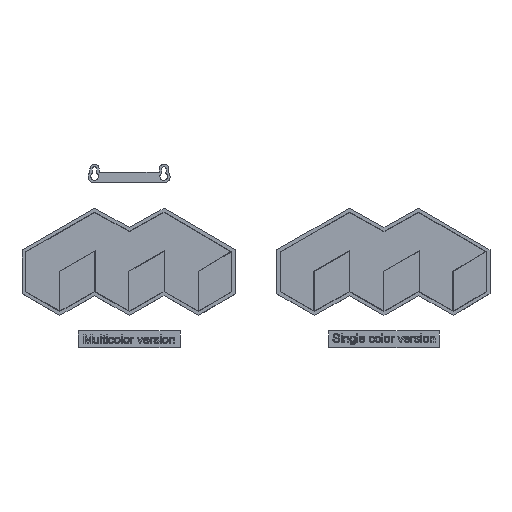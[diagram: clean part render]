
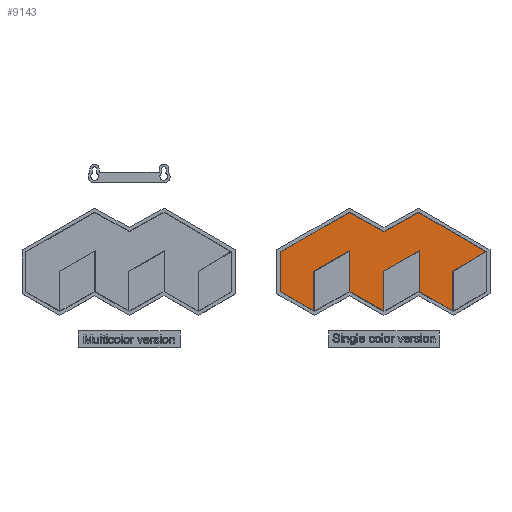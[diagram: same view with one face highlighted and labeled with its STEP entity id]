
A CAD part, top view. The second image highlights one B-rep face of the part: STEP entity #9143.
In plain terms, the highlighted planar face has unit normal (0, 0, 1).
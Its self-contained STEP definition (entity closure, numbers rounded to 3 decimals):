
#8278=CARTESIAN_POINT('',(509.691,6.392,40.));
#8279=VERTEX_POINT('',#8278);
#8294=CARTESIAN_POINT('',(509.691,52.755,40.));
#8295=VERTEX_POINT('',#8294);
#8302=CARTESIAN_POINT('',(509.691,6.392,40.));
#8303=DIRECTION('',(0.,1.,0.));
#8304=VECTOR('',#8303,46.363);
#8305=LINE('',#8302,#8304);
#8306=EDGE_CURVE('',#8279,#8295,#8305,.T.);
#8316=CARTESIAN_POINT('',(548.409,75.989,40.));
#8317=VERTEX_POINT('',#8316);
#8326=CARTESIAN_POINT('',(509.691,52.755,40.));
#8327=DIRECTION('',(0.857,0.515,0.));
#8328=VECTOR('',#8327,45.154);
#8329=LINE('',#8326,#8328);
#8330=EDGE_CURVE('',#8295,#8317,#8329,.T.);
#8484=CARTESIAN_POINT('',(427.931,6.392,40.));
#8485=VERTEX_POINT('',#8484);
#8500=CARTESIAN_POINT('',(427.931,52.765,40.));
#8501=VERTEX_POINT('',#8500);
#8508=CARTESIAN_POINT('',(427.931,6.392,40.));
#8509=DIRECTION('',(0.,1.,0.));
#8510=VECTOR('',#8509,46.373);
#8511=LINE('',#8508,#8510);
#8512=EDGE_CURVE('',#8485,#8501,#8511,.T.);
#8577=CARTESIAN_POINT('',(470.443,77.145,40.));
#8578=VERTEX_POINT('',#8577);
#8585=CARTESIAN_POINT('',(427.931,52.765,40.));
#8586=DIRECTION('',(0.867,0.497,0.));
#8587=VECTOR('',#8586,49.007);
#8588=LINE('',#8585,#8587);
#8589=EDGE_CURVE('',#8501,#8578,#8588,.T.);
#8631=CARTESIAN_POINT('',(470.443,28.61,40.));
#8632=VERTEX_POINT('',#8631);
#8639=CARTESIAN_POINT('',(470.443,77.145,40.));
#8640=DIRECTION('',(-0.,-1.,-0.));
#8641=VECTOR('',#8640,48.535);
#8642=LINE('',#8639,#8641);
#8643=EDGE_CURVE('',#8578,#8632,#8642,.T.);
#8714=CARTESIAN_POINT('',(346.196,6.395,40.));
#8715=VERTEX_POINT('',#8714);
#8730=CARTESIAN_POINT('',(346.196,52.765,40.));
#8731=VERTEX_POINT('',#8730);
#8738=CARTESIAN_POINT('',(346.196,6.395,40.));
#8739=DIRECTION('',(0.,1.,0.));
#8740=VECTOR('',#8739,46.37);
#8741=LINE('',#8738,#8740);
#8742=EDGE_CURVE('',#8715,#8731,#8741,.T.);
#8807=CARTESIAN_POINT('',(388.678,77.145,40.));
#8808=VERTEX_POINT('',#8807);
#8815=CARTESIAN_POINT('',(346.196,52.765,40.));
#8816=DIRECTION('',(0.867,0.498,0.));
#8817=VECTOR('',#8816,48.981);
#8818=LINE('',#8815,#8817);
#8819=EDGE_CURVE('',#8731,#8808,#8818,.T.);
#8861=CARTESIAN_POINT('',(388.678,28.61,40.));
#8862=VERTEX_POINT('',#8861);
#8869=CARTESIAN_POINT('',(388.678,77.145,40.));
#8870=DIRECTION('',(-0.,-1.,-0.));
#8871=VECTOR('',#8870,48.535);
#8872=LINE('',#8869,#8871);
#8873=EDGE_CURVE('',#8808,#8862,#8872,.T.);
#8905=CARTESIAN_POINT('',(470.443,28.61,40.));
#8906=DIRECTION('',(0.87,-0.493,0.));
#8907=VECTOR('',#8906,45.1);
#8908=LINE('',#8905,#8907);
#8909=EDGE_CURVE('',#8632,#8279,#8908,.T.);
#8963=CARTESIAN_POINT('',(388.678,28.61,40.));
#8964=DIRECTION('',(0.87,-0.493,0.));
#8965=VECTOR('',#8964,45.104);
#8966=LINE('',#8963,#8965);
#8967=EDGE_CURVE('',#8862,#8485,#8966,.T.);
#9021=CARTESIAN_POINT('',(306.786,28.836,40.));
#9022=VERTEX_POINT('',#9021);
#9023=CARTESIAN_POINT('',(306.786,28.836,40.));
#9024=DIRECTION('',(0.869,-0.495,0.));
#9025=VECTOR('',#9024,45.351);
#9026=LINE('',#9023,#9025);
#9027=EDGE_CURVE('',#9022,#8715,#9026,.T.);
#9087=CARTESIAN_POINT('',(427.987,63.969,40.));
#9088=DIRECTION('',(0.,0.,1.));
#9089=DIRECTION('',(1.,0.,0.));
#9090=AXIS2_PLACEMENT_3D('',#9087,#9088,#9089);
#9091=PLANE('',#9090);
#9092=ORIENTED_EDGE('',*,*,#8306,.T.);
#9093=ORIENTED_EDGE('',*,*,#8330,.T.);
#9094=CARTESIAN_POINT('',(469.637,121.999,40.));
#9095=VERTEX_POINT('',#9094);
#9096=CARTESIAN_POINT('',(548.409,75.989,40.));
#9097=DIRECTION('',(-0.863,0.504,0.));
#9098=VECTOR('',#9097,91.225);
#9099=LINE('',#9096,#9098);
#9100=EDGE_CURVE('',#8317,#9095,#9099,.T.);
#9101=ORIENTED_EDGE('',*,*,#9100,.T.);
#9102=CARTESIAN_POINT('',(428.731,99.557,40.));
#9103=VERTEX_POINT('',#9102);
#9104=CARTESIAN_POINT('',(469.637,121.999,40.));
#9105=DIRECTION('',(-0.877,-0.481,0.));
#9106=VECTOR('',#9105,46.658);
#9107=LINE('',#9104,#9106);
#9108=EDGE_CURVE('',#9095,#9103,#9107,.T.);
#9109=ORIENTED_EDGE('',*,*,#9108,.T.);
#9110=CARTESIAN_POINT('',(387.882,122.,40.));
#9111=VERTEX_POINT('',#9110);
#9112=CARTESIAN_POINT('',(428.731,99.557,40.));
#9113=DIRECTION('',(-0.876,0.482,0.));
#9114=VECTOR('',#9113,46.607);
#9115=LINE('',#9112,#9114);
#9116=EDGE_CURVE('',#9103,#9111,#9115,.T.);
#9117=ORIENTED_EDGE('',*,*,#9116,.T.);
#9118=CARTESIAN_POINT('',(306.786,75.532,40.));
#9119=VERTEX_POINT('',#9118);
#9120=CARTESIAN_POINT('',(387.882,122.,40.));
#9121=DIRECTION('',(-0.868,-0.497,0.));
#9122=VECTOR('',#9121,93.466);
#9123=LINE('',#9120,#9122);
#9124=EDGE_CURVE('',#9111,#9119,#9123,.T.);
#9125=ORIENTED_EDGE('',*,*,#9124,.T.);
#9126=CARTESIAN_POINT('',(306.786,75.532,40.));
#9127=DIRECTION('',(-0.,-1.,-0.));
#9128=VECTOR('',#9127,46.696);
#9129=LINE('',#9126,#9128);
#9130=EDGE_CURVE('',#9119,#9022,#9129,.T.);
#9131=ORIENTED_EDGE('',*,*,#9130,.T.);
#9132=ORIENTED_EDGE('',*,*,#9027,.T.);
#9133=ORIENTED_EDGE('',*,*,#8742,.T.);
#9134=ORIENTED_EDGE('',*,*,#8819,.T.);
#9135=ORIENTED_EDGE('',*,*,#8873,.T.);
#9136=ORIENTED_EDGE('',*,*,#8967,.T.);
#9137=ORIENTED_EDGE('',*,*,#8512,.T.);
#9138=ORIENTED_EDGE('',*,*,#8589,.T.);
#9139=ORIENTED_EDGE('',*,*,#8643,.T.);
#9140=ORIENTED_EDGE('',*,*,#8909,.T.);
#9141=EDGE_LOOP('',(#9092,#9093,#9101,#9109,#9117,#9125,#9131,#9132,#9133,#9134,#9135,#9136,#9137,#9138,#9139,#9140));
#9142=FACE_BOUND('',#9141,.T.);
#9143=ADVANCED_FACE('',(#9142),#9091,.T.);
